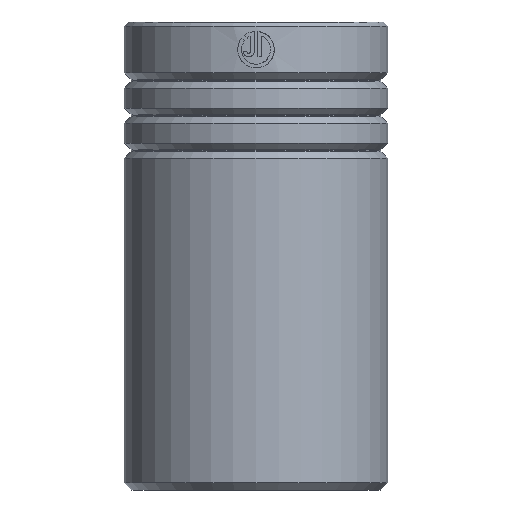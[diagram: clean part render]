
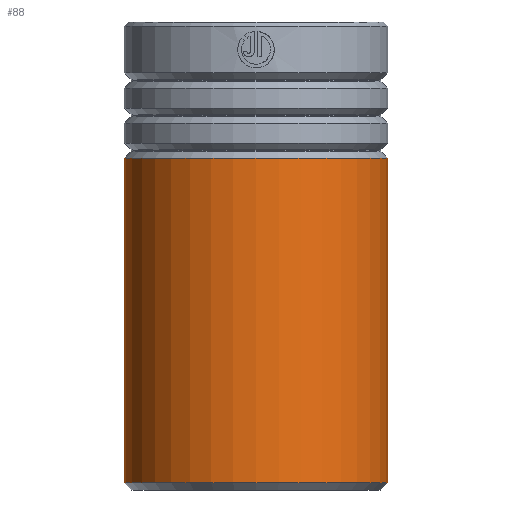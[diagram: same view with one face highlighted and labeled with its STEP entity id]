
A CAD part, front view. The second image highlights one B-rep face of the part: STEP entity #88.
In plain terms, the highlighted cylindrical face has radius 22.5 mm (diameter 45 mm), a partial arc.
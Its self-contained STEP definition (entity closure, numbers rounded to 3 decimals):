
#28 = CARTESIAN_POINT ( 'NONE',  ( -22.5, 0., 56.717 ) ) ;
#88 = ADVANCED_FACE ( 'NONE', ( #874 ), #1047, .T. ) ;
#286 = VECTOR ( 'NONE', #2584, 1000. ) ;
#370 = VERTEX_POINT ( 'NONE', #1764 ) ;
#462 = DIRECTION ( 'NONE',  ( -1., 0., 0. ) ) ;
#497 = EDGE_CURVE ( 'NONE', #1362, #2026, #2450, .T. ) ;
#579 = DIRECTION ( 'NONE',  ( 1., 0., 0. ) ) ;
#636 = DIRECTION ( 'NONE',  ( 0., 0., -1. ) ) ;
#759 = CIRCLE ( 'NONE', #1391, 22.5 ) ;
#826 = EDGE_CURVE ( 'NONE', #2070, #370, #1562, .T. ) ;
#841 = ORIENTED_EDGE ( 'NONE', *, *, #2600, .T. ) ;
#874 = FACE_OUTER_BOUND ( 'NONE', #909, .T. ) ;
#909 = EDGE_LOOP ( 'NONE', ( #1148, #2408, #1275, #841 ) ) ;
#1047 = CYLINDRICAL_SURFACE ( 'NONE', #2253, 22.5 ) ;
#1103 = VECTOR ( 'NONE', #636, 1000. ) ;
#1134 = DIRECTION ( 'NONE',  ( 0., 0., -1. ) ) ;
#1148 = ORIENTED_EDGE ( 'NONE', *, *, #826, .F. ) ;
#1217 = AXIS2_PLACEMENT_3D ( 'NONE', #2409, #1967, #579 ) ;
#1275 = ORIENTED_EDGE ( 'NONE', *, *, #497, .T. ) ;
#1362 = VERTEX_POINT ( 'NONE', #28 ) ;
#1384 = DIRECTION ( 'NONE',  ( -1., 0., 0. ) ) ;
#1391 = AXIS2_PLACEMENT_3D ( 'NONE', #2350, #1134, #1384 ) ;
#1442 = CARTESIAN_POINT ( 'NONE',  ( 0., 0., 80. ) ) ;
#1538 = CARTESIAN_POINT ( 'NONE',  ( 22.5, 0., 80. ) ) ;
#1562 = LINE ( 'NONE', #1538, #286 ) ;
#1764 = CARTESIAN_POINT ( 'NONE',  ( 22.5, 0., 1.2 ) ) ;
#1843 = CARTESIAN_POINT ( 'NONE',  ( 22.5, 0., 56.717 ) ) ;
#1869 = DIRECTION ( 'NONE',  ( 0., 0., -1. ) ) ;
#1894 = CIRCLE ( 'NONE', #1217, 22.5 ) ;
#1967 = DIRECTION ( 'NONE',  ( 0., 0., 1. ) ) ;
#2024 = CARTESIAN_POINT ( 'NONE',  ( -22.5, 0., 80. ) ) ;
#2026 = VERTEX_POINT ( 'NONE', #2289 ) ;
#2070 = VERTEX_POINT ( 'NONE', #1843 ) ;
#2253 = AXIS2_PLACEMENT_3D ( 'NONE', #1442, #1869, #462 ) ;
#2289 = CARTESIAN_POINT ( 'NONE',  ( -22.5, 0., 1.2 ) ) ;
#2350 = CARTESIAN_POINT ( 'NONE',  ( 0., 0., 56.717 ) ) ;
#2407 = EDGE_CURVE ( 'NONE', #2070, #1362, #759, .T. ) ;
#2408 = ORIENTED_EDGE ( 'NONE', *, *, #2407, .T. ) ;
#2409 = CARTESIAN_POINT ( 'NONE',  ( 0., 0., 1.2 ) ) ;
#2450 = LINE ( 'NONE', #2024, #1103 ) ;
#2584 = DIRECTION ( 'NONE',  ( 0., 0., -1. ) ) ;
#2600 = EDGE_CURVE ( 'NONE', #2026, #370, #1894, .T. ) ;
